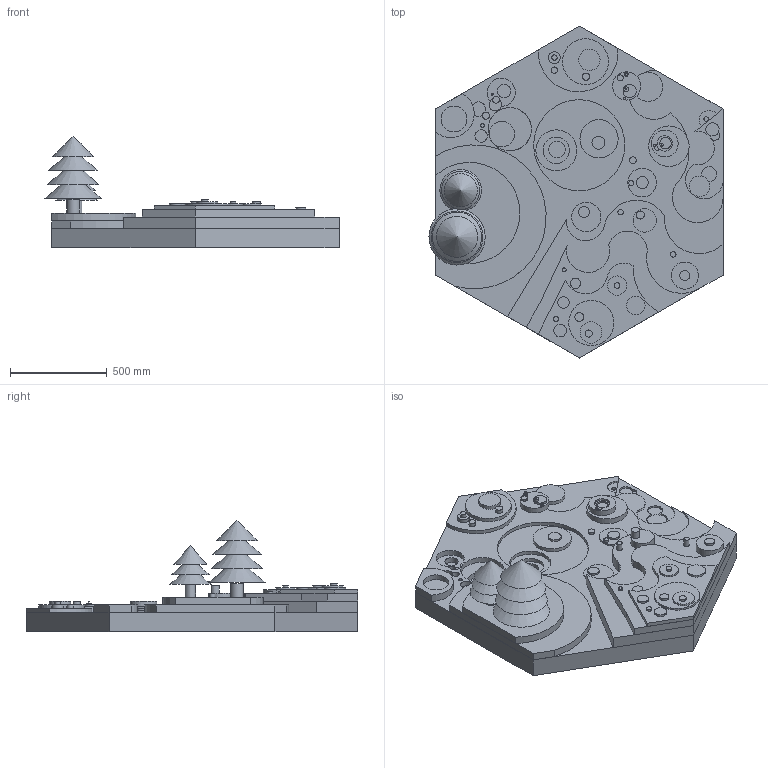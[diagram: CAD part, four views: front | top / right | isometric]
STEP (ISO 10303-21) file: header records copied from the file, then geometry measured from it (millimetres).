
FILE_DESCRIPTION(('STEP AP203'), '1');
FILE_NAME('', '2024-10-31T12:56:05', ('Default author'), ('Default organization'), 'C3D Converter', 'C3D Toolkit', 'Default authization');
FILE_SCHEMA(('CONFIG_CONTROL_DESIGN'));
Length unit declared in the file: millimetre
Products named in the file (59): bf87f546-0cbe-4868-94c3-d35cbfba96b8; fa8f1300-c126-4f2e-8bc8-4dede690f967; f5bd8bd8-39c1-47f8-8499-f673c580dfbe; fe9b4082-b4b4-4e54-9aa6-f3ad24a63668; 63478188-7c88-4a6d-b891-9725f04a5bc7
Assembly tree (58 placements, depth 4):
  bf87f546-0cbe-4868-94c3-d35cbfba96b8
    fa8f1300-c126-4f2e-8bc8-4dede690f967
      f5bd8bd8-39c1-47f8-8499-f673c580dfbe
        fe9b4082-b4b4-4e54-9aa6-f3ad24a63668
        fe9b4082-b4b4-4e54-9aa6-f3ad24a63668
        fe9b4082-b4b4-4e54-9aa6-f3ad24a63668
        fe9b4082-b4b4-4e54-9aa6-f3ad24a63668
        fe9b4082-b4b4-4e54-9aa6-f3ad24a63668
        fe9b4082-b4b4-4e54-9aa6-f3ad24a63668
        fe9b4082-b4b4-4e54-9aa6-f3ad24a63668
        fe9b4082-b4b4-4e54-9aa6-f3ad24a63668
        fe9b4082-b4b4-4e54-9aa6-f3ad24a63668
        fe9b4082-b4b4-4e54-9aa6-f3ad24a63668
        fe9b4082-b4b4-4e54-9aa6-f3ad24a63668
        fe9b4082-b4b4-4e54-9aa6-f3ad24a63668
        fe9b4082-b4b4-4e54-9aa6-f3ad24a63668
        fe9b4082-b4b4-4e54-9aa6-f3ad24a63668
        fe9b4082-b4b4-4e54-9aa6-f3ad24a63668
        fe9b4082-b4b4-4e54-9aa6-f3ad24a63668
        fe9b4082-b4b4-4e54-9aa6-f3ad24a63668
        fe9b4082-b4b4-4e54-9aa6-f3ad24a63668
        fe9b4082-b4b4-4e54-9aa6-f3ad24a63668
        fe9b4082-b4b4-4e54-9aa6-f3ad24a63668
        fe9b4082-b4b4-4e54-9aa6-f3ad24a63668
        fe9b4082-b4b4-4e54-9aa6-f3ad24a63668
        fe9b4082-b4b4-4e54-9aa6-f3ad24a63668
        fe9b4082-b4b4-4e54-9aa6-f3ad24a63668
        fe9b4082-b4b4-4e54-9aa6-f3ad24a63668
        fe9b4082-b4b4-4e54-9aa6-f3ad24a63668
        fe9b4082-b4b4-4e54-9aa6-f3ad24a63668
        fe9b4082-b4b4-4e54-9aa6-f3ad24a63668
        fe9b4082-b4b4-4e54-9aa6-f3ad24a63668
        fe9b4082-b4b4-4e54-9aa6-f3ad24a63668
        fe9b4082-b4b4-4e54-9aa6-f3ad24a63668
        fe9b4082-b4b4-4e54-9aa6-f3ad24a63668
        fe9b4082-b4b4-4e54-9aa6-f3ad24a63668
        fe9b4082-b4b4-4e54-9aa6-f3ad24a63668
        fe9b4082-b4b4-4e54-9aa6-f3ad24a63668
        fe9b4082-b4b4-4e54-9aa6-f3ad24a63668
        fe9b4082-b4b4-4e54-9aa6-f3ad24a63668
        fe9b4082-b4b4-4e54-9aa6-f3ad24a63668
        fe9b4082-b4b4-4e54-9aa6-f3ad24a63668
        fe9b4082-b4b4-4e54-9aa6-f3ad24a63668
        fe9b4082-b4b4-4e54-9aa6-f3ad24a63668
        fe9b4082-b4b4-4e54-9aa6-f3ad24a63668
        fe9b4082-b4b4-4e54-9aa6-f3ad24a63668
        fe9b4082-b4b4-4e54-9aa6-f3ad24a63668
        fe9b4082-b4b4-4e54-9aa6-f3ad24a63668
        fe9b4082-b4b4-4e54-9aa6-f3ad24a63668
        fe9b4082-b4b4-4e54-9aa6-f3ad24a63668
        fe9b4082-b4b4-4e54-9aa6-f3ad24a63668
        fe9b4082-b4b4-4e54-9aa6-f3ad24a63668
        fe9b4082-b4b4-4e54-9aa6-f3ad24a63668
        fe9b4082-b4b4-4e54-9aa6-f3ad24a63668
      63478188-7c88-4a6d-b891-9725f04a5bc7
        fe9b4082-b4b4-4e54-9aa6-f3ad24a63668
        fe9b4082-b4b4-4e54-9aa6-f3ad24a63668
        fe9b4082-b4b4-4e54-9aa6-f3ad24a63668
        fe9b4082-b4b4-4e54-9aa6-f3ad24a63668
Bounding box: 1524.11 x 1720 x 580.12 mm (x, y, z)
Volume: 267400810.2 mm3; surface area: 9778551.8 mm2
Topology: 55 solids, 55 shells, 273 faces, 408 edges, 265 vertices
Faces by surface type: plane 172, cylinder 93, cone 8
Full cylindrical faces by diameter (mm): 6.548 x1, 11.405 x1, 11.505 x1, 12.602 x1, 19.367 x1, 19.653 x1, 20.656 x1, 20.986 x1, 21.176 x1, 22.942 x1, 24.847 x1, 25.943 x1, 26.525 x1, 28.042 x1, 28.062 x1, 28.08 x1, 28.71 x1, 31.801 x1, 33.317 x1, 35.362 x1, 36.262 x1, 37.247 x1, 37.369 x1, 41.852 x1, 46.314 x1, 51.673 x1, 52.381 x1, 53.239 x2, 58.439 x1, 58.896 x1
Entity records: 9080 total; most frequent: DIRECTION 1221, CARTESIAN_POINT 951, ORIENTED_EDGE 674, AXIS2_PLACEMENT_3D 553, EDGE_LOOP 364, EDGE_CURVE 337, ADVANCED_FACE 273, VERTEX_POINT 263
